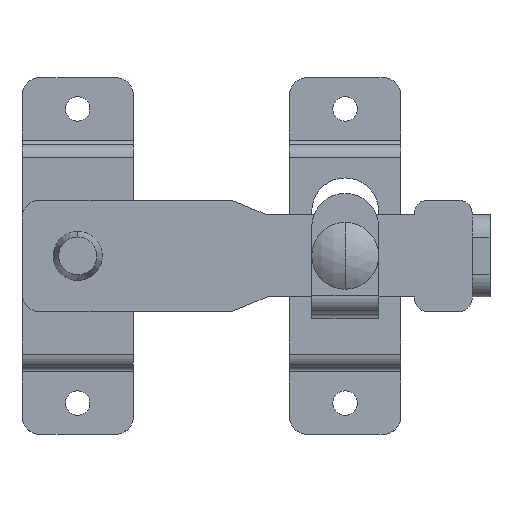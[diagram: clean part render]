
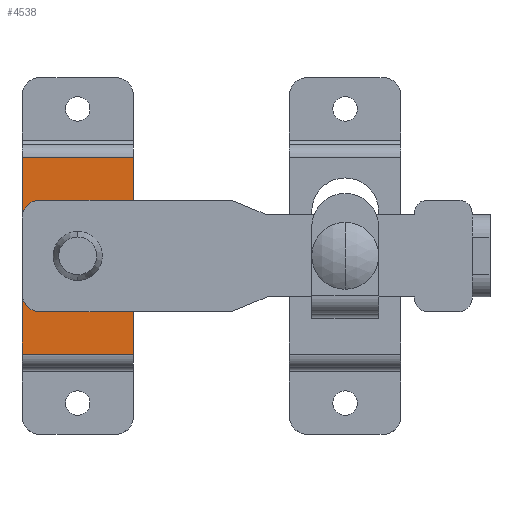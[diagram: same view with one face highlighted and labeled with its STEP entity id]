
A CAD part, top view. The second image highlights one B-rep face of the part: STEP entity #4538.
In plain terms, the highlighted planar face has unit normal (0, 0, 1).
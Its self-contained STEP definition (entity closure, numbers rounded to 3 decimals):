
#3468 = CARTESIAN_POINT ( 'NONE',  ( -2.55, 0., 8. ) ) ;
#3469 = DIRECTION ( 'NONE',  ( 1., 0., 0. ) ) ;
#3470 = DIRECTION ( 'NONE',  ( 0., 0., 1. ) ) ;
#3471 = CARTESIAN_POINT ( 'NONE',  ( 0., 0., 8. ) ) ;
#3472 = AXIS2_PLACEMENT_3D ( 'NONE', #3471, #3470, #3469 ) ;
#3473 = CIRCLE ( 'NONE', #3472, 2.55 ) ;
#3478 = CARTESIAN_POINT ( 'NONE',  ( 2.55, 0., 8. ) ) ;
#3527 = LINE ( 'NONE', #3588, #3587 ) ;
#3546 = CARTESIAN_POINT ( 'NONE',  ( 12.5, -22., 8. ) ) ;
#3557 = CARTESIAN_POINT ( 'NONE',  ( 12.5, 22., 8. ) ) ;
#3558 = VECTOR ( 'NONE', #3621, 1000. ) ;
#3559 = CARTESIAN_POINT ( 'NONE',  ( 12.5, -22., 8. ) ) ;
#3560 = LINE ( 'NONE', #3559, #3558 ) ;
#3585 = CARTESIAN_POINT ( 'NONE',  ( -12.5, 22., 8. ) ) ;
#3586 = DIRECTION ( 'NONE',  ( -1., 0., 0. ) ) ;
#3587 = VECTOR ( 'NONE', #3586, 1000. ) ;
#3588 = CARTESIAN_POINT ( 'NONE',  ( 12.5, 22., 8. ) ) ;
#3593 = DIRECTION ( 'NONE',  ( 0., -1., 0. ) ) ;
#3594 = VECTOR ( 'NONE', #3593, 1000. ) ;
#3595 = CARTESIAN_POINT ( 'NONE',  ( -12.5, 22., 8. ) ) ;
#3596 = LINE ( 'NONE', #3595, #3594 ) ;
#3597 = CARTESIAN_POINT ( 'NONE',  ( -12.5, -22., 8. ) ) ;
#3621 = DIRECTION ( 'NONE',  ( -1., 0., 0. ) ) ;
#3626 = DIRECTION ( 'NONE',  ( -1., 0., 0. ) ) ;
#3627 = DIRECTION ( 'NONE',  ( 0., 0., -1. ) ) ;
#3628 = CARTESIAN_POINT ( 'NONE',  ( 12.5, 22., 8. ) ) ;
#3629 = AXIS2_PLACEMENT_3D ( 'NONE', #3628, #3627, #3626 ) ;
#3630 = PLANE ( 'NONE',  #3629 ) ;
#3631 = FACE_OUTER_BOUND ( 'NONE', #4529, .T. ) ;
#3632 = FACE_BOUND ( 'NONE', #4531, .T. ) ;
#3642 = DIRECTION ( 'NONE',  ( 1., 0., 0. ) ) ;
#3643 = DIRECTION ( 'NONE',  ( 0., 0., 1. ) ) ;
#3644 = CARTESIAN_POINT ( 'NONE',  ( 0., 0., 8. ) ) ;
#3645 = AXIS2_PLACEMENT_3D ( 'NONE', #3644, #3643, #3642 ) ;
#3646 = CIRCLE ( 'NONE', #3645, 2.55 ) ;
#3673 = DIRECTION ( 'NONE',  ( 0., -1., 0. ) ) ;
#3674 = VECTOR ( 'NONE', #3673, 1000. ) ;
#3675 = CARTESIAN_POINT ( 'NONE',  ( 12.5, 22., 8. ) ) ;
#3681 = LINE ( 'NONE', #3675, #3674 ) ;
#4453 = VERTEX_POINT ( 'NONE', #3478 ) ;
#4455 = EDGE_CURVE ( 'NONE', #4457, #4453, #3473, .T. ) ;
#4457 = VERTEX_POINT ( 'NONE', #3468 ) ;
#4480 = VERTEX_POINT ( 'NONE', #3557 ) ;
#4484 = VERTEX_POINT ( 'NONE', #3546 ) ;
#4495 = EDGE_CURVE ( 'NONE', #4480, #4496, #3527, .T. ) ;
#4496 = VERTEX_POINT ( 'NONE', #3585 ) ;
#4509 = EDGE_CURVE ( 'NONE', #4484, #4521, #3560, .T. ) ;
#4510 = ORIENTED_EDGE ( 'NONE', *, *, #4509, .F. ) ;
#4521 = VERTEX_POINT ( 'NONE', #3597 ) ;
#4522 = EDGE_CURVE ( 'NONE', #4496, #4521, #3596, .T. ) ;
#4524 = ORIENTED_EDGE ( 'NONE', *, *, #4522, .T. ) ;
#4529 = EDGE_LOOP ( 'NONE', ( #4524, #4510, #4548, #4547 ) ) ;
#4530 = ORIENTED_EDGE ( 'NONE', *, *, #4455, .F. ) ;
#4531 = EDGE_LOOP ( 'NONE', ( #4533, #4530 ) ) ;
#4532 = EDGE_CURVE ( 'NONE', #4453, #4457, #3646, .T. ) ;
#4533 = ORIENTED_EDGE ( 'NONE', *, *, #4532, .F. ) ;
#4538 = ADVANCED_FACE ( 'NONE', ( #3632, #3631 ), #3630, .F. ) ;
#4547 = ORIENTED_EDGE ( 'NONE', *, *, #4495, .T. ) ;
#4548 = ORIENTED_EDGE ( 'NONE', *, *, #4549, .F. ) ;
#4549 = EDGE_CURVE ( 'NONE', #4480, #4484, #3681, .T. ) ;
